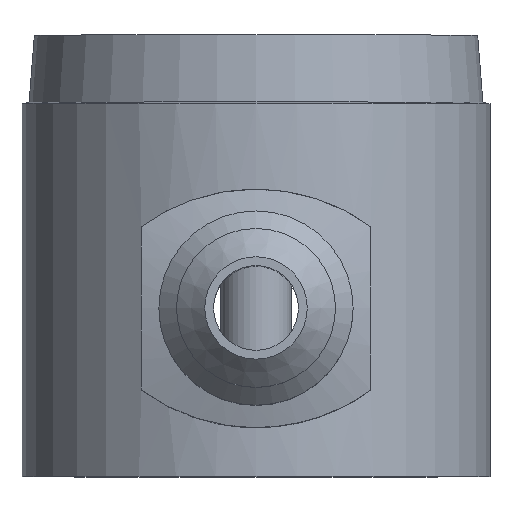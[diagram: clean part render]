
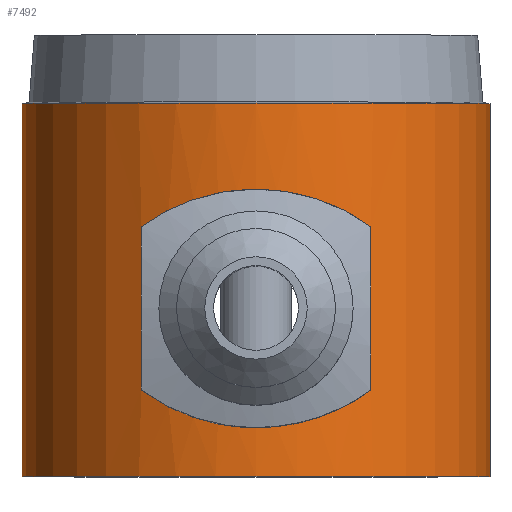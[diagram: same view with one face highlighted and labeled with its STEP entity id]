
A CAD part, top view. The second image highlights one B-rep face of the part: STEP entity #7492.
In plain terms, the highlighted cylindrical face has radius 13.25 mm (diameter 26.5 mm), a full revolution.
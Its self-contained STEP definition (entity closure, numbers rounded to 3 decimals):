
#40=CYLINDRICAL_SURFACE('',#7891,13.25);
#245=FACE_BOUND('',#1159,.T.);
#723=FACE_OUTER_BOUND('',#1158,.T.);
#1158=EDGE_LOOP('',(#6351,#6352,#6353,#6354,#6355,#6356,#6357,#6358,#6359,
#6360,#6361,#6362,#6363,#6364));
#1159=EDGE_LOOP('',(#6365,#6366,#6367,#6368));
#1494=B_SPLINE_CURVE_WITH_KNOTS('',3,(#18771,#18772,#18773,#18774,#18775,
#18776,#18777,#18778),.UNSPECIFIED.,.F.,.F.,(4,2,2,4),(1.098,
1.354,1.574,1.793),.UNSPECIFIED.);
#1495=B_SPLINE_CURVE_WITH_KNOTS('',3,(#18782,#18783,#18784,#18785,#18786,
#18787,#18788,#18789),.UNSPECIFIED.,.F.,.F.,(4,2,2,4),(1.098,
1.354,1.574,1.793),.UNSPECIFIED.);
#1496=B_SPLINE_CURVE_WITH_KNOTS('',3,(#18792,#18793,#18794,#18795,#18796,
#18797,#18798,#18799),.UNSPECIFIED.,.F.,.F.,(4,2,2,4),(1.793,
2.013,2.233,2.489),.UNSPECIFIED.);
#1497=B_SPLINE_CURVE_WITH_KNOTS('',3,(#18802,#18803,#18804,#18805,#18806,
#18807,#18808,#18809),.UNSPECIFIED.,.F.,.F.,(4,2,2,4),(1.793,
2.013,2.233,2.489),.UNSPECIFIED.);
#1498=B_SPLINE_CURVE_WITH_KNOTS('',3,(#18813,#18814,#18815,#18816,#18817,
#18818,#18819,#18820,#18821,#18822,#18823,#18824,#18825,#18826),
 .UNSPECIFIED.,.F.,.F.,(4,2,2,2,2,2,4),(1.098,1.354,
1.574,1.793,2.013,2.233,2.489),
 .UNSPECIFIED.);
#1499=B_SPLINE_CURVE_WITH_KNOTS('',3,(#18830,#18831,#18832,#18833,#18834,
#18835,#18836,#18837,#18838,#18839,#18840,#18841,#18842,#18843),
 .UNSPECIFIED.,.F.,.F.,(4,2,2,2,2,2,4),(1.098,1.354,
1.574,1.793,2.013,2.233,2.489),
 .UNSPECIFIED.);
#2131=LINE('',#18769,#2778);
#2132=LINE('',#18780,#2779);
#2133=LINE('',#18790,#2780);
#2134=LINE('',#18801,#2781);
#2135=LINE('',#18828,#2782);
#2136=LINE('',#18844,#2783);
#2778=VECTOR('',#8980,13.25);
#2779=VECTOR('',#8981,1000.);
#2780=VECTOR('',#8982,13.25);
#2781=VECTOR('',#8983,1000.);
#2782=VECTOR('',#8986,1000.);
#2783=VECTOR('',#8987,1000.);
#2976=CIRCLE('',#7888,13.25);
#2977=CIRCLE('',#7889,13.25);
#2978=CIRCLE('',#7892,13.25);
#2979=CIRCLE('',#7893,13.25);
#3528=VERTEX_POINT('',#18687);
#3529=VERTEX_POINT('',#18688);
#3542=VERTEX_POINT('',#18765);
#3543=VERTEX_POINT('',#18766);
#3544=VERTEX_POINT('',#18768);
#3545=VERTEX_POINT('',#18770);
#3546=VERTEX_POINT('',#18779);
#3547=VERTEX_POINT('',#18781);
#3548=VERTEX_POINT('',#18791);
#3549=VERTEX_POINT('',#18800);
#3550=VERTEX_POINT('',#18811);
#3551=VERTEX_POINT('',#18812);
#3552=VERTEX_POINT('',#18827);
#3553=VERTEX_POINT('',#18829);
#4497=EDGE_CURVE('',#3528,#3529,#2976,.T.);
#4498=EDGE_CURVE('',#3529,#3528,#2977,.T.);
#4513=EDGE_CURVE('',#3542,#3543,#2978,.T.);
#4514=EDGE_CURVE('',#3543,#3544,#2131,.T.);
#4515=EDGE_CURVE('',#3545,#3544,#1494,.T.);
#4516=EDGE_CURVE('',#3546,#3545,#2132,.T.);
#4517=EDGE_CURVE('',#3547,#3546,#1495,.F.);
#4518=EDGE_CURVE('',#3547,#3529,#2133,.T.);
#4519=EDGE_CURVE('',#3548,#3547,#1496,.F.);
#4520=EDGE_CURVE('',#3549,#3548,#2134,.T.);
#4521=EDGE_CURVE('',#3544,#3549,#1497,.T.);
#4522=EDGE_CURVE('',#3543,#3542,#2979,.T.);
#4523=EDGE_CURVE('',#3550,#3551,#1498,.T.);
#4524=EDGE_CURVE('',#3552,#3550,#2135,.T.);
#4525=EDGE_CURVE('',#3553,#3552,#1499,.F.);
#4526=EDGE_CURVE('',#3551,#3553,#2136,.T.);
#6351=ORIENTED_EDGE('',*,*,#4513,.T.);
#6352=ORIENTED_EDGE('',*,*,#4514,.T.);
#6353=ORIENTED_EDGE('',*,*,#4515,.F.);
#6354=ORIENTED_EDGE('',*,*,#4516,.F.);
#6355=ORIENTED_EDGE('',*,*,#4517,.F.);
#6356=ORIENTED_EDGE('',*,*,#4518,.T.);
#6357=ORIENTED_EDGE('',*,*,#4498,.T.);
#6358=ORIENTED_EDGE('',*,*,#4497,.T.);
#6359=ORIENTED_EDGE('',*,*,#4518,.F.);
#6360=ORIENTED_EDGE('',*,*,#4519,.F.);
#6361=ORIENTED_EDGE('',*,*,#4520,.F.);
#6362=ORIENTED_EDGE('',*,*,#4521,.F.);
#6363=ORIENTED_EDGE('',*,*,#4514,.F.);
#6364=ORIENTED_EDGE('',*,*,#4522,.T.);
#6365=ORIENTED_EDGE('',*,*,#4523,.F.);
#6366=ORIENTED_EDGE('',*,*,#4524,.F.);
#6367=ORIENTED_EDGE('',*,*,#4525,.F.);
#6368=ORIENTED_EDGE('',*,*,#4526,.F.);
#7492=ADVANCED_FACE('',(#723,#245),#40,.T.);
#7888=AXIS2_PLACEMENT_3D('',#18689,#8968,#8969);
#7889=AXIS2_PLACEMENT_3D('',#18690,#8970,#8971);
#7891=AXIS2_PLACEMENT_3D('',#18764,#8976,#8977);
#7892=AXIS2_PLACEMENT_3D('',#18767,#8978,#8979);
#7893=AXIS2_PLACEMENT_3D('',#18810,#8984,#8985);
#8968=DIRECTION('center_axis',(0.,-1.,0.));
#8969=DIRECTION('ref_axis',(0.,0.,-1.));
#8970=DIRECTION('center_axis',(0.,-1.,0.));
#8971=DIRECTION('ref_axis',(0.,0.,-1.));
#8976=DIRECTION('center_axis',(0.,-1.,0.));
#8977=DIRECTION('ref_axis',(0.,0.,-1.));
#8978=DIRECTION('center_axis',(0.,1.,0.));
#8979=DIRECTION('ref_axis',(0.,0.,1.));
#8980=DIRECTION('',(0.,1.,0.));
#8981=DIRECTION('',(0.,-1.,0.));
#8982=DIRECTION('',(0.,1.,0.));
#8983=DIRECTION('',(0.,1.,0.));
#8984=DIRECTION('center_axis',(0.,1.,0.));
#8985=DIRECTION('ref_axis',(0.,0.,1.));
#8986=DIRECTION('',(0.,1.,0.));
#8987=DIRECTION('',(0.,-1.,0.));
#18687=CARTESIAN_POINT('',(0.,11.629,-13.25));
#18688=CARTESIAN_POINT('',(0.,11.629,13.25));
#18689=CARTESIAN_POINT('Origin',(0.,11.629,0.));
#18690=CARTESIAN_POINT('Origin',(0.,11.629,0.));
#18764=CARTESIAN_POINT('Origin',(0.,16.5,0.));
#18765=CARTESIAN_POINT('',(0.,-9.5,-13.25));
#18766=CARTESIAN_POINT('',(0.,-9.5,13.25));
#18767=CARTESIAN_POINT('Origin',(0.,-9.5,0.));
#18768=CARTESIAN_POINT('',(0.,-6.75,13.25));
#18769=CARTESIAN_POINT('',(0.,16.5,13.25));
#18770=CARTESIAN_POINT('',(-6.5,-4.624,11.546));
#18771=CARTESIAN_POINT('Ctrl Pts',(-6.5,-4.624,11.546));
#18772=CARTESIAN_POINT('Ctrl Pts',(-5.844,-5.104,
11.915));
#18773=CARTESIAN_POINT('Ctrl Pts',(-5.11,-5.529,
12.253));
#18774=CARTESIAN_POINT('Ctrl Pts',(-3.65,-6.153,
12.757));
#18775=CARTESIAN_POINT('Ctrl Pts',(-2.936,-6.377,
12.942));
#18776=CARTESIAN_POINT('Ctrl Pts',(-1.477,-6.676,13.188));
#18777=CARTESIAN_POINT('Ctrl Pts',(-0.732,-6.75,13.25));
#18778=CARTESIAN_POINT('Ctrl Pts',(0.,-6.75,13.25));
#18779=CARTESIAN_POINT('',(-6.5,4.624,11.546));
#18780=CARTESIAN_POINT('',(-6.5,16.5,11.546));
#18781=CARTESIAN_POINT('',(0.,6.75,13.25));
#18782=CARTESIAN_POINT('Ctrl Pts',(-6.5,4.624,11.546));
#18783=CARTESIAN_POINT('Ctrl Pts',(-5.844,5.104,11.915));
#18784=CARTESIAN_POINT('Ctrl Pts',(-5.11,5.529,12.253));
#18785=CARTESIAN_POINT('Ctrl Pts',(-3.65,6.153,12.757));
#18786=CARTESIAN_POINT('Ctrl Pts',(-2.936,6.377,12.942));
#18787=CARTESIAN_POINT('Ctrl Pts',(-1.477,6.676,13.188));
#18788=CARTESIAN_POINT('Ctrl Pts',(-0.732,6.75,13.25));
#18789=CARTESIAN_POINT('Ctrl Pts',(0.,6.75,13.25));
#18790=CARTESIAN_POINT('',(0.,16.5,13.25));
#18791=CARTESIAN_POINT('',(6.5,4.624,11.546));
#18792=CARTESIAN_POINT('Ctrl Pts',(0.,6.75,13.25));
#18793=CARTESIAN_POINT('Ctrl Pts',(0.732,6.75,13.25));
#18794=CARTESIAN_POINT('Ctrl Pts',(1.477,6.676,13.188));
#18795=CARTESIAN_POINT('Ctrl Pts',(2.936,6.377,12.942));
#18796=CARTESIAN_POINT('Ctrl Pts',(3.65,6.153,12.757));
#18797=CARTESIAN_POINT('Ctrl Pts',(5.11,5.529,12.253));
#18798=CARTESIAN_POINT('Ctrl Pts',(5.844,5.104,11.915));
#18799=CARTESIAN_POINT('Ctrl Pts',(6.5,4.624,11.546));
#18800=CARTESIAN_POINT('',(6.5,-4.624,11.546));
#18801=CARTESIAN_POINT('',(6.5,16.5,11.546));
#18802=CARTESIAN_POINT('Ctrl Pts',(0.,-6.75,13.25));
#18803=CARTESIAN_POINT('Ctrl Pts',(0.732,-6.75,13.25));
#18804=CARTESIAN_POINT('Ctrl Pts',(1.477,-6.676,13.188));
#18805=CARTESIAN_POINT('Ctrl Pts',(2.936,-6.377,12.942));
#18806=CARTESIAN_POINT('Ctrl Pts',(3.65,-6.153,12.757));
#18807=CARTESIAN_POINT('Ctrl Pts',(5.11,-5.529,12.253));
#18808=CARTESIAN_POINT('Ctrl Pts',(5.844,-5.104,11.915));
#18809=CARTESIAN_POINT('Ctrl Pts',(6.5,-4.624,11.546));
#18810=CARTESIAN_POINT('Origin',(0.,-9.5,0.));
#18811=CARTESIAN_POINT('',(-6.5,4.624,-11.546));
#18812=CARTESIAN_POINT('',(6.5,4.624,-11.546));
#18813=CARTESIAN_POINT('Ctrl Pts',(-6.5,4.624,-11.546));
#18814=CARTESIAN_POINT('Ctrl Pts',(-5.844,5.104,-11.915));
#18815=CARTESIAN_POINT('Ctrl Pts',(-5.11,5.529,-12.253));
#18816=CARTESIAN_POINT('Ctrl Pts',(-3.65,6.153,-12.757));
#18817=CARTESIAN_POINT('Ctrl Pts',(-2.936,6.377,-12.942));
#18818=CARTESIAN_POINT('Ctrl Pts',(-1.477,6.676,-13.188));
#18819=CARTESIAN_POINT('Ctrl Pts',(-0.732,6.75,-13.25));
#18820=CARTESIAN_POINT('Ctrl Pts',(0.732,6.75,-13.25));
#18821=CARTESIAN_POINT('Ctrl Pts',(1.477,6.676,-13.188));
#18822=CARTESIAN_POINT('Ctrl Pts',(2.936,6.377,-12.942));
#18823=CARTESIAN_POINT('Ctrl Pts',(3.65,6.153,-12.757));
#18824=CARTESIAN_POINT('Ctrl Pts',(5.11,5.529,-12.253));
#18825=CARTESIAN_POINT('Ctrl Pts',(5.844,5.104,-11.915));
#18826=CARTESIAN_POINT('Ctrl Pts',(6.5,4.624,-11.546));
#18827=CARTESIAN_POINT('',(-6.5,-4.624,-11.546));
#18828=CARTESIAN_POINT('',(-6.5,16.5,-11.546));
#18829=CARTESIAN_POINT('',(6.5,-4.624,-11.546));
#18830=CARTESIAN_POINT('Ctrl Pts',(-6.5,-4.624,-11.546));
#18831=CARTESIAN_POINT('Ctrl Pts',(-5.844,-5.104,
-11.915));
#18832=CARTESIAN_POINT('Ctrl Pts',(-5.11,-5.529,
-12.253));
#18833=CARTESIAN_POINT('Ctrl Pts',(-3.65,-6.153,
-12.757));
#18834=CARTESIAN_POINT('Ctrl Pts',(-2.936,-6.377,
-12.942));
#18835=CARTESIAN_POINT('Ctrl Pts',(-1.477,-6.676,-13.188));
#18836=CARTESIAN_POINT('Ctrl Pts',(-0.732,-6.75,-13.25));
#18837=CARTESIAN_POINT('Ctrl Pts',(0.732,-6.75,-13.25));
#18838=CARTESIAN_POINT('Ctrl Pts',(1.477,-6.676,-13.188));
#18839=CARTESIAN_POINT('Ctrl Pts',(2.936,-6.377,-12.942));
#18840=CARTESIAN_POINT('Ctrl Pts',(3.65,-6.153,-12.757));
#18841=CARTESIAN_POINT('Ctrl Pts',(5.11,-5.529,-12.253));
#18842=CARTESIAN_POINT('Ctrl Pts',(5.844,-5.104,-11.915));
#18843=CARTESIAN_POINT('Ctrl Pts',(6.5,-4.624,-11.546));
#18844=CARTESIAN_POINT('',(6.5,16.5,-11.546));
